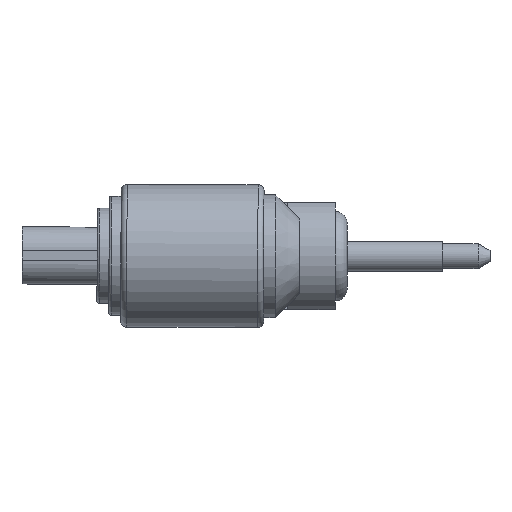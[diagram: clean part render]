
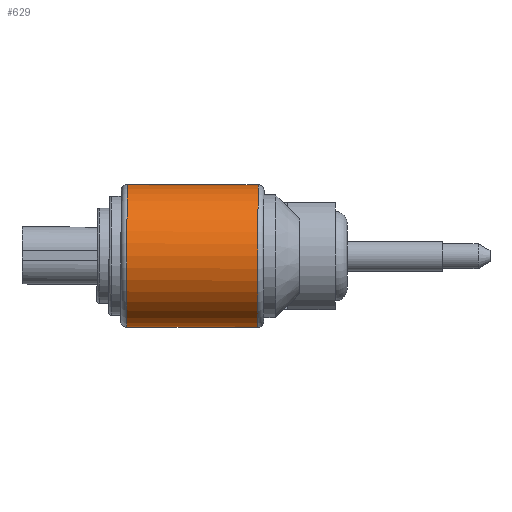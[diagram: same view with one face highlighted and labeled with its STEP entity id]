
A CAD part, front view. The second image highlights one B-rep face of the part: STEP entity #629.
In plain terms, the highlighted cylindrical face has radius 6 mm (diameter 12 mm), a partial arc.
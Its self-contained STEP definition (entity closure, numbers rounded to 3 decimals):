
#366 = CARTESIAN_POINT ( 'NONE',  ( -16.069, -59.616, 0.035 ) ) ;
#480 = EDGE_CURVE ( 'NONE', #3329, #4830, #2604, .T. ) ;
#514 = DIRECTION ( 'NONE',  ( 0.003, 0., 1. ) ) ;
#533 = CARTESIAN_POINT ( 'NONE',  ( -4.548, -59.616, 5.995 ) ) ;
#593 = CARTESIAN_POINT ( 'NONE',  ( -4.59, -59.616, -6.005 ) ) ;
#629 = ADVANCED_FACE ( 'NONE', ( #3632 ), #1147, .T. ) ;
#659 = DIRECTION ( 'NONE',  ( 1., 0., -0.003 ) ) ;
#714 = CARTESIAN_POINT ( 'NONE',  ( -4.569, -59.616, -0.005 ) ) ;
#859 = VECTOR ( 'NONE', #659, 1000. ) ;
#1005 = VERTEX_POINT ( 'NONE', #3053 ) ;
#1147 = CYLINDRICAL_SURFACE ( 'NONE', #6345, 6. ) ;
#1176 = EDGE_CURVE ( 'NONE', #1005, #4830, #3608, .T. ) ;
#1211 = CIRCLE ( 'NONE', #6609, 6. ) ;
#1256 = DIRECTION ( 'NONE',  ( -0.003, 0., -1. ) ) ;
#1474 = ORIENTED_EDGE ( 'NONE', *, *, #4262, .T. ) ;
#1602 = EDGE_LOOP ( 'NONE', ( #4050, #1474, #2858, #5516 ) ) ;
#2604 = CIRCLE ( 'NONE', #5226, 6. ) ;
#2678 = LINE ( 'NONE', #3063, #5343 ) ;
#2775 = DIRECTION ( 'NONE',  ( 1., 0., -0.003 ) ) ;
#2858 = ORIENTED_EDGE ( 'NONE', *, *, #480, .T. ) ;
#3053 = CARTESIAN_POINT ( 'NONE',  ( -15.548, -59.616, 6.033 ) ) ;
#3063 = CARTESIAN_POINT ( 'NONE',  ( -16.09, -59.616, -5.965 ) ) ;
#3329 = VERTEX_POINT ( 'NONE', #593 ) ;
#3401 = EDGE_CURVE ( 'NONE', #1005, #4544, #1211, .T. ) ;
#3608 = LINE ( 'NONE', #3765, #859 ) ;
#3632 = FACE_OUTER_BOUND ( 'NONE', #1602, .T. ) ;
#3765 = CARTESIAN_POINT ( 'NONE',  ( -16.048, -59.616, 6.035 ) ) ;
#3876 = CARTESIAN_POINT ( 'NONE',  ( -15.59, -59.616, -5.967 ) ) ;
#4000 = DIRECTION ( 'NONE',  ( 1., 0., -0.003 ) ) ;
#4050 = ORIENTED_EDGE ( 'NONE', *, *, #3401, .T. ) ;
#4262 = EDGE_CURVE ( 'NONE', #4544, #3329, #2678, .T. ) ;
#4329 = DIRECTION ( 'NONE',  ( -1., 0., 0.003 ) ) ;
#4544 = VERTEX_POINT ( 'NONE', #3876 ) ;
#4830 = VERTEX_POINT ( 'NONE', #533 ) ;
#5226 = AXIS2_PLACEMENT_3D ( 'NONE', #714, #4329, #1256 ) ;
#5343 = VECTOR ( 'NONE', #6610, 1000. ) ;
#5516 = ORIENTED_EDGE ( 'NONE', *, *, #1176, .F. ) ;
#5779 = CARTESIAN_POINT ( 'NONE',  ( -15.569, -59.616, 0.033 ) ) ;
#6303 = DIRECTION ( 'NONE',  ( -0.003, 0., -1. ) ) ;
#6345 = AXIS2_PLACEMENT_3D ( 'NONE', #366, #4000, #514 ) ;
#6609 = AXIS2_PLACEMENT_3D ( 'NONE', #5779, #2775, #6303 ) ;
#6610 = DIRECTION ( 'NONE',  ( 1., 0., -0.003 ) ) ;
